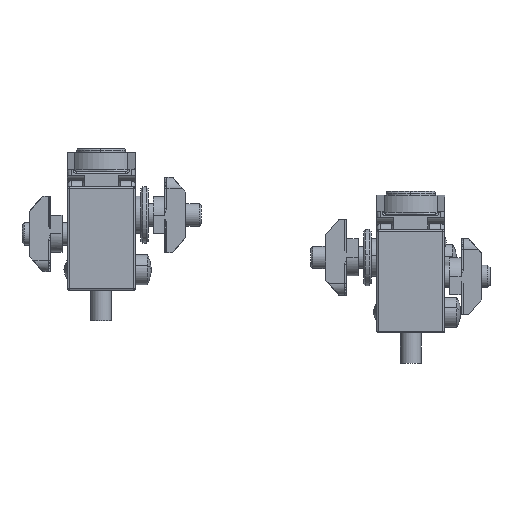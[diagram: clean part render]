
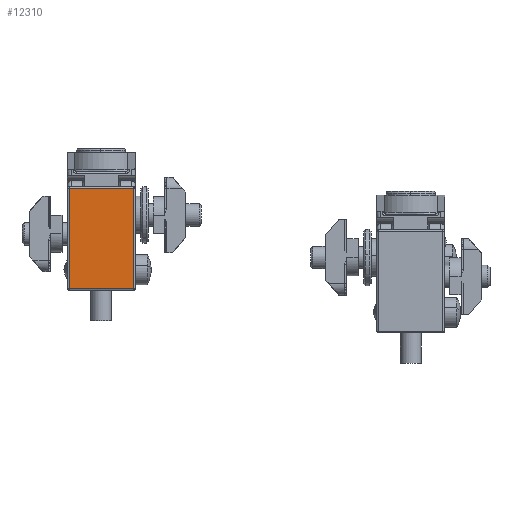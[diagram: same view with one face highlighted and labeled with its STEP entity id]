
A CAD part, front view. The second image highlights one B-rep face of the part: STEP entity #12310.
In plain terms, the highlighted planar face has unit normal (0, -1, 0).
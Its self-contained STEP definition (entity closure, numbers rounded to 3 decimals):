
#379 = EDGE_CURVE ( 'NONE', #547, #15942, #8622, .T. ) ;
#547 = VERTEX_POINT ( 'NONE', #20728 ) ;
#677 = CARTESIAN_POINT ( 'NONE',  ( 9., 0., 27. ) ) ;
#819 = DIRECTION ( 'NONE',  ( 0., 0., 1. ) ) ;
#1148 = CARTESIAN_POINT ( 'NONE',  ( 9., 0., 0. ) ) ;
#1196 = CARTESIAN_POINT ( 'NONE',  ( -8.5, 0., 0. ) ) ;
#4105 = ORIENTED_EDGE ( 'NONE', *, *, #10751, .T. ) ;
#4724 = FACE_OUTER_BOUND ( 'NONE', #7598, .T. ) ;
#5615 = EDGE_CURVE ( 'NONE', #30546, #547, #23285, .T. ) ;
#6160 = VECTOR ( 'NONE', #18145, 1000. ) ;
#6450 = VECTOR ( 'NONE', #11298, 1000. ) ;
#7598 = EDGE_LOOP ( 'NONE', ( #4105, #11138, #24268, #11211 ) ) ;
#8622 = LINE ( 'NONE', #677, #13446 ) ;
#10433 = CARTESIAN_POINT ( 'NONE',  ( -8.5, 0., 0.5 ) ) ;
#10751 = EDGE_CURVE ( 'NONE', #25172, #30546, #25754, .T. ) ;
#11138 = ORIENTED_EDGE ( 'NONE', *, *, #5615, .T. ) ;
#11211 = ORIENTED_EDGE ( 'NONE', *, *, #14181, .T. ) ;
#11298 = DIRECTION ( 'NONE',  ( 0., 0., 1. ) ) ;
#11707 = CARTESIAN_POINT ( 'NONE',  ( 8.5, 0., 27.5 ) ) ;
#12310 = ADVANCED_FACE ( 'NONE', ( #4724 ), #25883, .F. ) ;
#12991 = DIRECTION ( 'NONE',  ( -1., 0., 0. ) ) ;
#13446 = VECTOR ( 'NONE', #12991, 1000. ) ;
#13568 = CARTESIAN_POINT ( 'NONE',  ( 9., 0., 0.5 ) ) ;
#14181 = EDGE_CURVE ( 'NONE', #15942, #25172, #14378, .T. ) ;
#14207 = CARTESIAN_POINT ( 'NONE',  ( 8.5, 0., 0.5 ) ) ;
#14378 = LINE ( 'NONE', #1196, #6160 ) ;
#15942 = VERTEX_POINT ( 'NONE', #23188 ) ;
#16208 = DIRECTION ( 'NONE',  ( 1., 0., 0. ) ) ;
#18145 = DIRECTION ( 'NONE',  ( 0., 0., -1. ) ) ;
#19667 = DIRECTION ( 'NONE',  ( 0., 1., 0. ) ) ;
#20728 = CARTESIAN_POINT ( 'NONE',  ( 8.5, 0., 27. ) ) ;
#23188 = CARTESIAN_POINT ( 'NONE',  ( -8.5, 0., 27. ) ) ;
#23285 = LINE ( 'NONE', #11707, #6450 ) ;
#24268 = ORIENTED_EDGE ( 'NONE', *, *, #379, .T. ) ;
#25172 = VERTEX_POINT ( 'NONE', #10433 ) ;
#25754 = LINE ( 'NONE', #13568, #28001 ) ;
#25883 = PLANE ( 'NONE',  #26018 ) ;
#26018 = AXIS2_PLACEMENT_3D ( 'NONE', #1148, #19667, #819 ) ;
#28001 = VECTOR ( 'NONE', #16208, 1000. ) ;
#30546 = VERTEX_POINT ( 'NONE', #14207 ) ;
